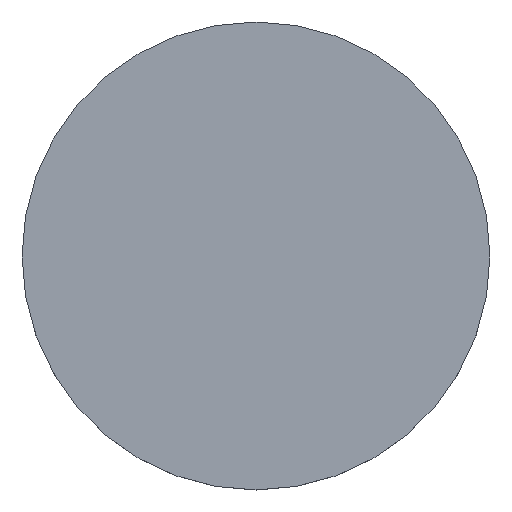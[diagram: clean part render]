
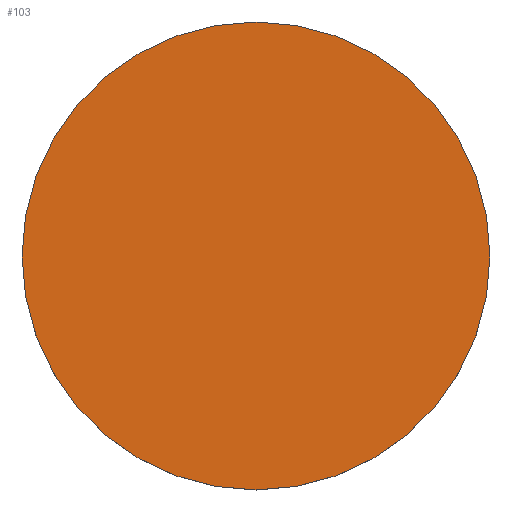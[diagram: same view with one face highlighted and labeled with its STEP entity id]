
A CAD part, top view. The second image highlights one B-rep face of the part: STEP entity #103.
In plain terms, the highlighted planar face has unit normal (0, 0, 1).
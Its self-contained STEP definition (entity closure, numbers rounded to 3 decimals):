
#10 = DIRECTION ( 'NONE',  ( 1., 0., 0. ) ) ;
#35 = CIRCLE ( 'NONE', #95, 19.05 ) ;
#48 = EDGE_CURVE ( 'NONE', #182, #202, #35, .T. ) ;
#59 = AXIS2_PLACEMENT_3D ( 'NONE', #181, #70, #229 ) ;
#62 = CIRCLE ( 'NONE', #188, 19.05 ) ;
#70 = DIRECTION ( 'NONE',  ( 0., 0., 1. ) ) ;
#95 = AXIS2_PLACEMENT_3D ( 'NONE', #140, #223, #10 ) ;
#103 = ADVANCED_FACE ( 'NONE', ( #199 ), #109, .T. ) ;
#109 = PLANE ( 'NONE',  #59 ) ;
#111 = DIRECTION ( 'NONE',  ( 0., 0., -1. ) ) ;
#124 = ORIENTED_EDGE ( 'NONE', *, *, #48, .F. ) ;
#140 = CARTESIAN_POINT ( 'NONE',  ( 0., 0., 5.4 ) ) ;
#148 = EDGE_CURVE ( 'NONE', #202, #182, #62, .T. ) ;
#152 = ORIENTED_EDGE ( 'NONE', *, *, #148, .F. ) ;
#169 = EDGE_LOOP ( 'NONE', ( #124, #152 ) ) ;
#181 = CARTESIAN_POINT ( 'NONE',  ( 0., 39.066, 5.4 ) ) ;
#182 = VERTEX_POINT ( 'NONE', #198 ) ;
#185 = CARTESIAN_POINT ( 'NONE',  ( -19.05, 0., 5.4 ) ) ;
#188 = AXIS2_PLACEMENT_3D ( 'NONE', #214, #111, #212 ) ;
#198 = CARTESIAN_POINT ( 'NONE',  ( 19.05, 0., 5.4 ) ) ;
#199 = FACE_OUTER_BOUND ( 'NONE', #169, .T. ) ;
#202 = VERTEX_POINT ( 'NONE', #185 ) ;
#212 = DIRECTION ( 'NONE',  ( 1., 0., 0. ) ) ;
#214 = CARTESIAN_POINT ( 'NONE',  ( 0., 0., 5.4 ) ) ;
#223 = DIRECTION ( 'NONE',  ( 0., 0., -1. ) ) ;
#229 = DIRECTION ( 'NONE',  ( 1., 0., 0. ) ) ;
